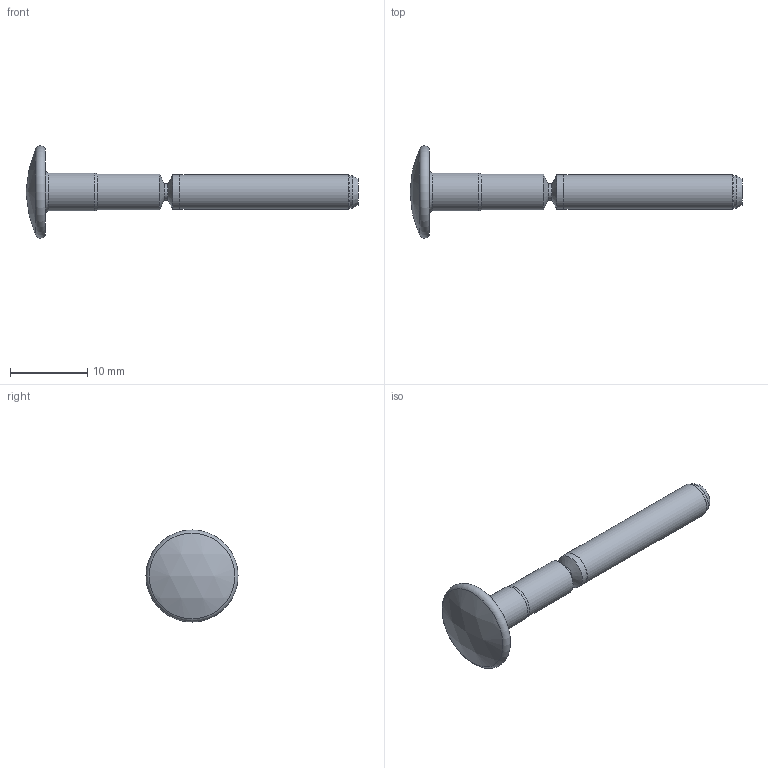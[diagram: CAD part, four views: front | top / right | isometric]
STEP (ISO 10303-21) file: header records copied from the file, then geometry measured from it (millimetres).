
FILE_DESCRIPTION (( 'STEP AP203' ), '1' );
FILE_NAME ('C98LT-( )6-5.STEP', '2021-08-26T15:14:15', ( '' ), ( '' ), 'SwSTEP 2.0', 'SolidWorks 2018', '' );
FILE_SCHEMA (( 'CONFIG_CONTROL_DESIGN' ));
Length unit declared in the file: inch
Products named in the file (1): C98LT-( )6-5
Bounding box: 42.9 x 11.91 x 11.91 mm (x, y, z)
Volume: 847.1 mm3; surface area: 835.3 mm2
Topology: 1 solids, 1 shells, 17 faces, 29 edges, 16 vertices
Faces by surface type: cylinder 6, cone 5, plane 3, torus 2, sphere 1
Full cylindrical faces by diameter (mm): 2.073 x1, 4.216 x1, 4.496 x1, 4.515 x1, 4.648 x1, 4.877 x1
Entity records: 413 total; most frequent: DIRECTION 68, CARTESIAN_POINT 50, AXIS2_PLACEMENT_3D 34, EDGE_LOOP 32, ORIENTED_EDGE 32, FACE_OUTER_BOUND 25, ADVANCED_FACE 17, VERTEX_POINT 16
